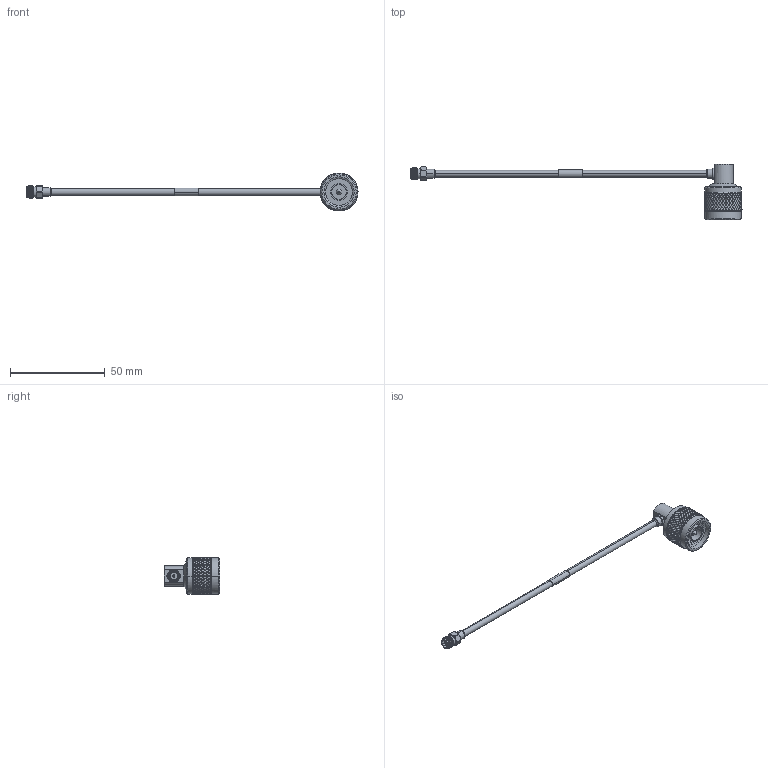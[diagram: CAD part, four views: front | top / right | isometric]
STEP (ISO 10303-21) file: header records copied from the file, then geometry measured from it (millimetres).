
FILE_DESCRIPTION (( 'STEP AP214' ), '1' );
FILE_NAME ('LCCA30416.step', '2020-05-01T18:25:54', ( '' ), ( '' ), 'SwSTEP 2.0', 'SolidWorks 2018', '' );
FILE_SCHEMA (( 'AUTOMOTIVE_DESIGN' ));
Length unit declared in the file: inch
Products named in the file (7): solder plug right^LCCA30416; LCCA30416; LCCN3053; LC141TB (141 FORMABLE); solder plug left^LCCA30416; LCCN3047; 1AW01-003_.152 ID
Assembly tree (6 placements, depth 2):
  LCCA30416
    LC141TB (141 FORMABLE)
    LCCN3047
    solder plug left^LCCA30416
    1AW01-003_.152 ID
    LCCN3053
    solder plug right^LCCA30416
Bounding box: 175.58 x 29.15 x 20.07 mm (x, y, z)
Volume: 5494.6 mm3; surface area: 7076.3 mm2
Topology: 7 solids, 7 shells, 2383 faces, 4826 edges, 2470 vertices
Faces by surface type: bspline 1603, cylinder 467, cone 273, plane 34, sphere 6
Entity records: 87966 total; most frequent: CARTESIAN_POINT 56019, ORIENTED_EDGE 9652, EDGE_CURVE 4826, DIRECTION 2666, VERTEX_POINT 2470, EDGE_LOOP 2404, ADVANCED_FACE 2383, FACE_OUTER_BOUND 2383
